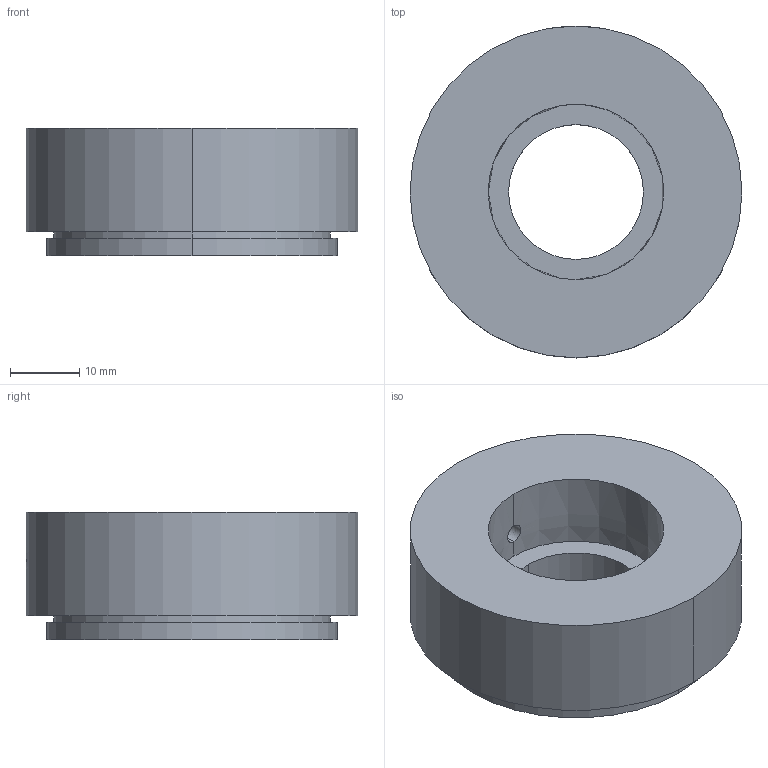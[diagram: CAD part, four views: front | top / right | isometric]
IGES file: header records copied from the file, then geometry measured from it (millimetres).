
Start section: SolidWorks IGES file using analytic representation for surfaces
Global section: file name: 53048.igs; native system: SolidWorks 2011; preprocessor: SolidWorks 2011; author: BillB; date: 130425.114000; units: inch
Bounding box: 48.01 x 48.01 x 18.47 mm (x, y, z)
Volume: 23967.3 mm3; surface area: 7417.8 mm2
Topology: 1 solids, 1 shells, 17 faces, 38 edges, 24 vertices
Faces by surface type: revolution 12, plane 5
